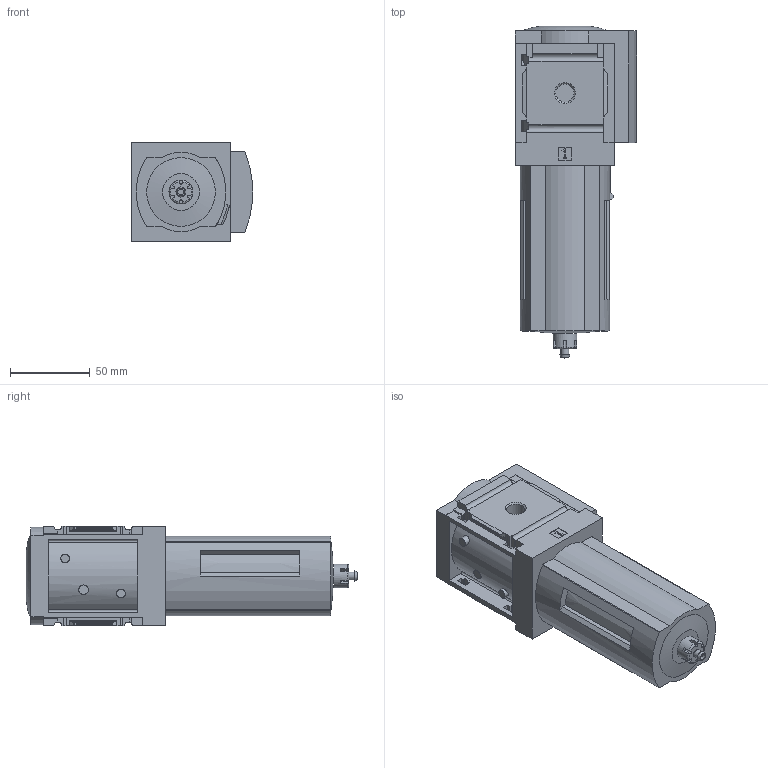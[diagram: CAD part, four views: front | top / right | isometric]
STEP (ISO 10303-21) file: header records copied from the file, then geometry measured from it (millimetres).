
FILE_DESCRIPTION(/* description */ ('STEP AP214'),/* implementation_level */ '2;1');
FILE_NAME(/* name */ '529631_MS6-LF-1_4-ERM',/* time_stamp */ '2024-09-10T16:21:07+02:00',/* author */ ('License CC BY-ND 4.0'),/* organization */ ('CADENAS'),/* preprocessor_version */ 'ST-DEVELOPER v19.3',/* originating_system */ 'PARTsolutions',/* authorisation */ ' ');
FILE_SCHEMA (('AUTOMOTIVE_DESIGN {1 0 10303 214 3 1 1}'));
Length unit declared in the file: millimetre
Products named in the file (3): 529631 MS6-LF-1/4-ERM; 527668 MS6-LF-1/4-E-RM0---(d); KOND MS6-1-1
Assembly tree (2 placements, depth 2):
  529631 MS6-LF-1/4-ERM
    527668 MS6-LF-1/4-E-RM0---(d)
    KOND MS6-1-1
Bounding box: 75.8 x 207.8 x 62 mm (x, y, z)
Volume: 579117.8 mm3; surface area: 56287.6 mm2
Topology: 2 solids, 2 shells, 257 faces, 703 edges, 465 vertices
Faces by surface type: plane 187, cylinder 51, cone 9, torus 9, sphere 1
Full cylindrical faces by diameter (mm): 3.8 x1, 5 x1, 5.5 x2, 10 x1, 11.445 x2, 15 x1
Entity records: 9640 total; most frequent: CARTESIAN_POINT 1485, ORIENTED_EDGE 1368, DIRECTION 1344, EDGE_CURVE 684, LINE 508, VECTOR 508, VERTEX_POINT 461, AXIS2_PLACEMENT_3D 418
